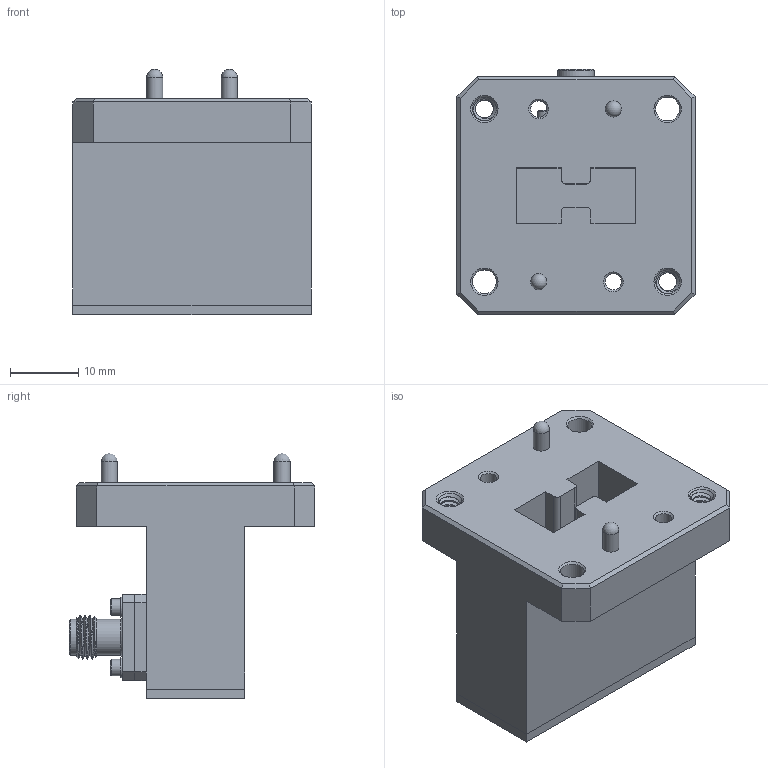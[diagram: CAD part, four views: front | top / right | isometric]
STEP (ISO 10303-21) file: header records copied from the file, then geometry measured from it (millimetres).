
FILE_DESCRIPTION (( 'STEP AP203' ), '1' );
FILE_NAME ('SMW7518DRS_3D.step', '2021-02-11T18:18:59', ( '' ), ( '' ), 'SwSTEP 2.0', 'SolidWorks 2018', '' );
FILE_SCHEMA (( 'CONFIG_CONTROL_DESIGN' ));
Length unit declared in the file: inch
Products named in the file (1): SMW7518DRS_3D
Bounding box: 35 x 36.04 x 36.04 mm (x, y, z)
Volume: 17293.8 mm3; surface area: 8536 mm2
Topology: 1 solids, 5 shells, 238 faces, 561 edges, 354 vertices
Faces by surface type: plane 113, cylinder 53, cone 48, bspline 21, sphere 2, torus 1
Full cylindrical faces by diameter (mm): 1.016 x1, 1.27 x2, 1.524 x12, 1.854 x5, 2.37 x2, 2.4 x2, 2.438 x4, 2.946 x4, 3.5 x2, 4.521 x1, 5.08 x1, 5.334 x2
Entity records: 14388 total; most frequent: CARTESIAN_POINT 9754, ORIENTED_EDGE 898, DIRECTION 870, EDGE_CURVE 449, AXIS2_PLACEMENT_3D 345, EDGE_LOOP 324, VERTEX_POINT 311, FACE_OUTER_BOUND 257
